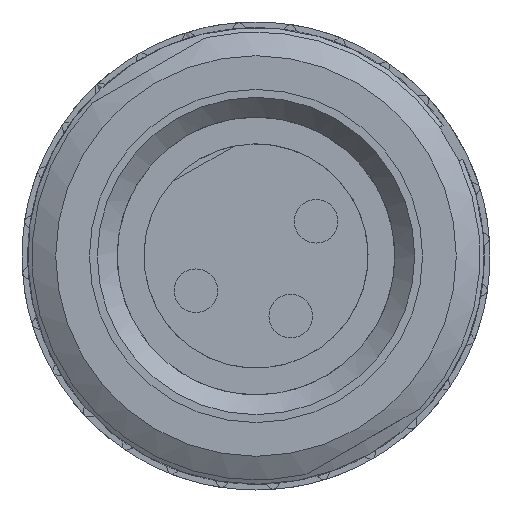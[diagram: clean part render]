
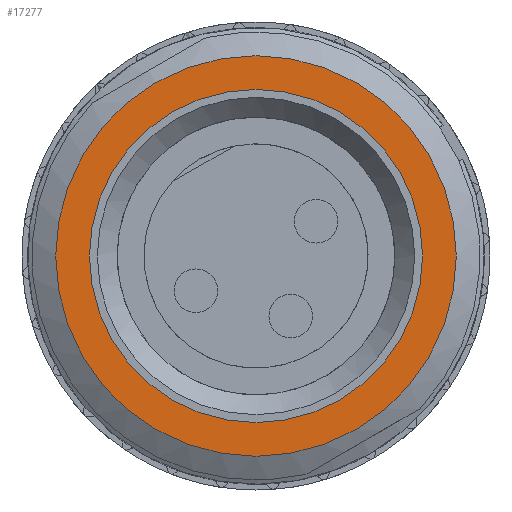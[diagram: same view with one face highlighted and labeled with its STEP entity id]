
A CAD part, front view. The second image highlights one B-rep face of the part: STEP entity #17277.
In plain terms, the highlighted planar face has unit normal (0, -1, 0).
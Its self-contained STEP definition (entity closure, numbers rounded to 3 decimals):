
#17239=CARTESIAN_POINT('',(-2.525,-42.5,4.373));
#17240=VERTEX_POINT('',#17239);
#17241=CARTESIAN_POINT('',(0.,-42.5,0.));
#17242=DIRECTION('',(0.,-1.,0.));
#17243=DIRECTION('',(0.07,0.,0.998));
#17244=AXIS2_PLACEMENT_3D('',#17241,#17242,#17243);
#17245=CIRCLE('',#17244,5.05);
#17246=EDGE_CURVE('',#17240,#17240,#17245,.T.);
#17258=CARTESIAN_POINT('',(2.777,-42.5,-4.811));
#17259=DIRECTION('',(0.,-1.,0.));
#17260=DIRECTION('',(0.,0.,-1.));
#17261=AXIS2_PLACEMENT_3D('',#17258,#17259,#17260);
#17262=PLANE('',#17261);
#17263=ORIENTED_EDGE('',*,*,#17246,.T.);
#17264=EDGE_LOOP('',(#17263));
#17265=FACE_OUTER_BOUND('',#17264,.T.);
#17266=CARTESIAN_POINT('',(-2.1,-42.5,3.637));
#17267=VERTEX_POINT('',#17266);
#17268=CARTESIAN_POINT('',(0.,-42.5,0.));
#17269=DIRECTION('',(0.,1.,0.));
#17270=DIRECTION('',(-0.899,0.,0.438));
#17271=AXIS2_PLACEMENT_3D('',#17268,#17269,#17270);
#17272=CIRCLE('',#17271,4.2);
#17273=EDGE_CURVE('',#17267,#17267,#17272,.T.);
#17274=ORIENTED_EDGE('',*,*,#17273,.T.);
#17275=EDGE_LOOP('',(#17274));
#17276=FACE_BOUND('',#17275,.T.);
#17277=ADVANCED_FACE('',(#17265,#17276),#17262,.T.);
